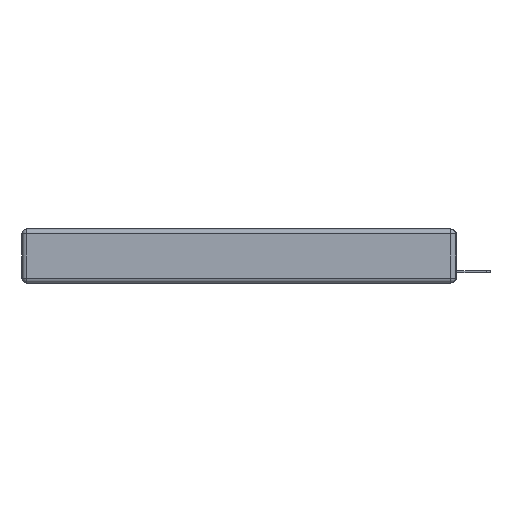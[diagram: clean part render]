
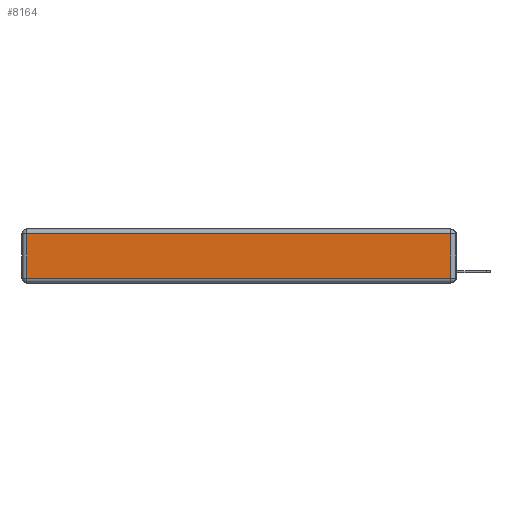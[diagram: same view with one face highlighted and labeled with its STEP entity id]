
A CAD part, left-side view. The second image highlights one B-rep face of the part: STEP entity #8164.
In plain terms, the highlighted planar face has unit normal (-1, 0, 0).
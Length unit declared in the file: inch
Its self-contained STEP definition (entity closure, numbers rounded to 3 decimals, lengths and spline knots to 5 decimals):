
#295 = LINE ( 'NONE', #23280, #306 ) ;
#306 = VECTOR ( 'NONE', #17253, 39.37008 ) ;
#595 = VERTEX_POINT ( 'NONE', #15010 ) ;
#1382 = DIRECTION ( 'NONE',  ( -1., 0., 0. ) ) ;
#1474 = CARTESIAN_POINT ( 'NONE',  ( 0., 0.03, -0.03 ) ) ;
#1612 = EDGE_CURVE ( 'NONE', #595, #3450, #2147, .T. ) ;
#2147 = LINE ( 'NONE', #2271, #17087 ) ;
#2271 = CARTESIAN_POINT ( 'NONE',  ( 0., 0.03, -0.343 ) ) ;
#2901 = FACE_OUTER_BOUND ( 'NONE', #15720, .T. ) ;
#3450 = VERTEX_POINT ( 'NONE', #1474 ) ;
#4043 = EDGE_CURVE ( 'NONE', #3450, #14340, #295, .T. ) ;
#4495 = ORIENTED_EDGE ( 'NONE', *, *, #4043, .T. ) ;
#5476 = CARTESIAN_POINT ( 'NONE',  ( 0., 2.72, -0.313 ) ) ;
#5496 = EDGE_CURVE ( 'NONE', #14340, #13642, #22266, .T. ) ;
#8164 = ADVANCED_FACE ( 'NONE', ( #2901 ), #10916, .T. ) ;
#9317 = ORIENTED_EDGE ( 'NONE', *, *, #5496, .T. ) ;
#9857 = LINE ( 'NONE', #10237, #17150 ) ;
#9929 = DIRECTION ( 'NONE',  ( 0., 0., 1. ) ) ;
#10237 = CARTESIAN_POINT ( 'NONE',  ( 0., 0., -0.313 ) ) ;
#10916 = PLANE ( 'NONE',  #12463 ) ;
#12463 = AXIS2_PLACEMENT_3D ( 'NONE', #22234, #1382, #22112 ) ;
#13642 = VERTEX_POINT ( 'NONE', #5476 ) ;
#14084 = ORIENTED_EDGE ( 'NONE', *, *, #1612, .T. ) ;
#14340 = VERTEX_POINT ( 'NONE', #16105 ) ;
#15010 = CARTESIAN_POINT ( 'NONE',  ( 0., 0.03, -0.313 ) ) ;
#15720 = EDGE_LOOP ( 'NONE', ( #23290, #14084, #4495, #9317 ) ) ;
#16105 = CARTESIAN_POINT ( 'NONE',  ( 0., 2.72, -0.03 ) ) ;
#17087 = VECTOR ( 'NONE', #9929, 39.37008 ) ;
#17150 = VECTOR ( 'NONE', #19279, 39.37008 ) ;
#17253 = DIRECTION ( 'NONE',  ( 0., 1., 0. ) ) ;
#18620 = CARTESIAN_POINT ( 'NONE',  ( 0., 2.72, -0.343 ) ) ;
#19279 = DIRECTION ( 'NONE',  ( 0., -1., 0. ) ) ;
#20494 = DIRECTION ( 'NONE',  ( 0., 0., -1. ) ) ;
#20808 = VECTOR ( 'NONE', #20494, 39.37008 ) ;
#22112 = DIRECTION ( 'NONE',  ( 0., 0., 1. ) ) ;
#22234 = CARTESIAN_POINT ( 'NONE',  ( 0., 0., -0.343 ) ) ;
#22266 = LINE ( 'NONE', #18620, #20808 ) ;
#23280 = CARTESIAN_POINT ( 'NONE',  ( 0., 2.75, -0.03 ) ) ;
#23290 = ORIENTED_EDGE ( 'NONE', *, *, #24279, .T. ) ;
#24279 = EDGE_CURVE ( 'NONE', #13642, #595, #9857, .T. ) ;
